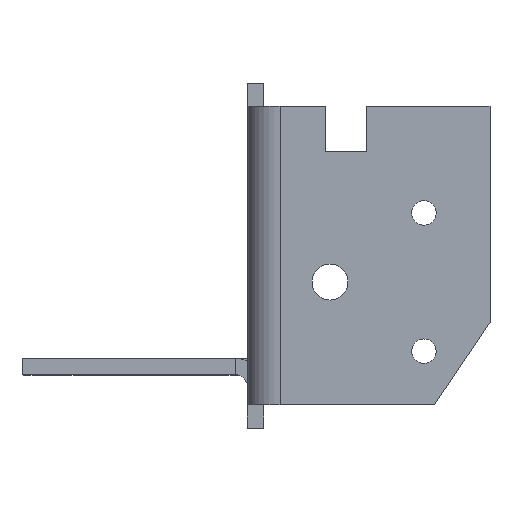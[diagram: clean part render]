
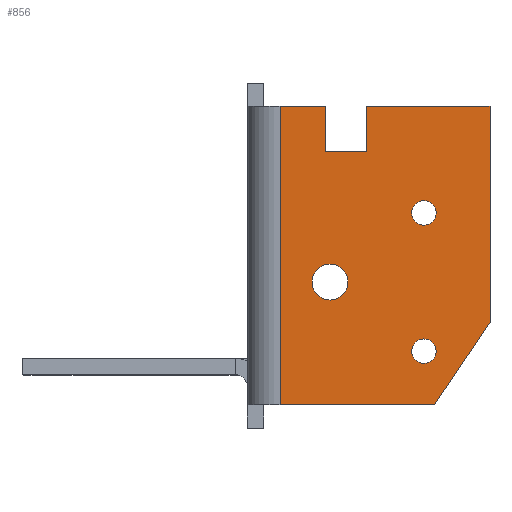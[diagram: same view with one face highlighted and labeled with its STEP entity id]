
A CAD part, top view. The second image highlights one B-rep face of the part: STEP entity #856.
In plain terms, the highlighted planar face has unit normal (0, 0, 1).
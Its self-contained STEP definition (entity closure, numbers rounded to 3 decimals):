
#31=FACE_BOUND('',#151,.T.);
#32=FACE_BOUND('',#152,.T.);
#33=FACE_BOUND('',#153,.T.);
#86=FACE_OUTER_BOUND('',#150,.T.);
#150=EDGE_LOOP('',(#691,#692,#693,#694,#695,#696,#697,#698,#699));
#151=EDGE_LOOP('',(#700));
#152=EDGE_LOOP('',(#701));
#153=EDGE_LOOP('',(#702));
#217=LINE('',#1304,#302);
#221=LINE('',#1312,#306);
#224=LINE('',#1318,#309);
#227=LINE('',#1324,#312);
#230=LINE('',#1330,#315);
#233=LINE('',#1336,#318);
#237=LINE('',#1359,#322);
#241=LINE('',#1367,#326);
#242=LINE('',#1368,#327);
#302=VECTOR('',#1060,26.46);
#306=VECTOR('',#1066,15.12);
#309=VECTOR('',#1071,5.534);
#312=VECTOR('',#1076,5.055);
#315=VECTOR('',#1081,5.534);
#318=VECTOR('',#1086,12.181);
#322=VECTOR('',#1110,5.543);
#326=VECTOR('',#1118,36.567);
#327=VECTOR('',#1119,18.918);
#363=CIRCLE('',#916,1.5);
#365=CIRCLE('',#919,1.5);
#367=CIRCLE('',#922,2.2);
#415=VERTEX_POINT('',#1302);
#416=VERTEX_POINT('',#1303);
#419=VERTEX_POINT('',#1311);
#421=VERTEX_POINT('',#1317);
#423=VERTEX_POINT('',#1323);
#425=VERTEX_POINT('',#1329);
#427=VERTEX_POINT('',#1335);
#429=VERTEX_POINT('',#1341);
#431=VERTEX_POINT('',#1346);
#433=VERTEX_POINT('',#1351);
#436=VERTEX_POINT('',#1357);
#438=VERTEX_POINT('',#1366);
#505=EDGE_CURVE('',#415,#416,#217,.T.);
#509=EDGE_CURVE('',#419,#415,#221,.T.);
#512=EDGE_CURVE('',#421,#419,#224,.T.);
#515=EDGE_CURVE('',#423,#421,#227,.T.);
#518=EDGE_CURVE('',#425,#423,#230,.T.);
#521=EDGE_CURVE('',#416,#427,#233,.T.);
#524=EDGE_CURVE('',#429,#429,#363,.T.);
#526=EDGE_CURVE('',#431,#431,#365,.T.);
#528=EDGE_CURVE('',#433,#433,#367,.T.);
#531=EDGE_CURVE('',#436,#425,#237,.T.);
#535=EDGE_CURVE('',#436,#438,#241,.T.);
#536=EDGE_CURVE('',#427,#438,#242,.T.);
#691=ORIENTED_EDGE('',*,*,#535,.T.);
#692=ORIENTED_EDGE('',*,*,#536,.F.);
#693=ORIENTED_EDGE('',*,*,#521,.F.);
#694=ORIENTED_EDGE('',*,*,#505,.F.);
#695=ORIENTED_EDGE('',*,*,#509,.F.);
#696=ORIENTED_EDGE('',*,*,#512,.F.);
#697=ORIENTED_EDGE('',*,*,#515,.F.);
#698=ORIENTED_EDGE('',*,*,#518,.F.);
#699=ORIENTED_EDGE('',*,*,#531,.F.);
#700=ORIENTED_EDGE('',*,*,#528,.T.);
#701=ORIENTED_EDGE('',*,*,#526,.T.);
#702=ORIENTED_EDGE('',*,*,#524,.T.);
#812=PLANE('',#926);
#856=ADVANCED_FACE('',(#86,#31,#32,#33),#812,.T.);
#916=AXIS2_PLACEMENT_3D('',#1342,#1091,#1092);
#919=AXIS2_PLACEMENT_3D('',#1347,#1097,#1098);
#922=AXIS2_PLACEMENT_3D('',#1352,#1103,#1104);
#926=AXIS2_PLACEMENT_3D('',#1365,#1116,#1117);
#1060=DIRECTION('',(0.,-1.,0.));
#1066=DIRECTION('',(1.,0.,0.));
#1071=DIRECTION('',(0.,1.,0.));
#1076=DIRECTION('',(1.,0.,0.));
#1081=DIRECTION('',(0.,-1.,0.));
#1086=DIRECTION('',(-0.558,-0.83,0.));
#1091=DIRECTION('center_axis',(0.,0.,-1.));
#1092=DIRECTION('ref_axis',(-1.,0.,0.));
#1097=DIRECTION('center_axis',(0.,0.,-1.));
#1098=DIRECTION('ref_axis',(-1.,0.,0.));
#1103=DIRECTION('center_axis',(0.,0.,-1.));
#1104=DIRECTION('ref_axis',(-1.,0.,0.));
#1110=DIRECTION('',(1.,0.,0.));
#1116=DIRECTION('center_axis',(0.,0.,1.));
#1117=DIRECTION('ref_axis',(1.,0.,0.));
#1118=DIRECTION('',(0.,-1.,0.));
#1119=DIRECTION('',(-1.,0.,0.));
#1302=CARTESIAN_POINT('',(0.,26.46,2.));
#1303=CARTESIAN_POINT('',(0.,0.,2.));
#1304=CARTESIAN_POINT('',(0.,0.,2.));
#1311=CARTESIAN_POINT('',(-15.12,26.46,2.));
#1312=CARTESIAN_POINT('',(0.,26.46,2.));
#1317=CARTESIAN_POINT('',(-15.12,20.926,2.));
#1318=CARTESIAN_POINT('',(-15.12,26.46,2.));
#1323=CARTESIAN_POINT('',(-20.175,20.926,2.));
#1324=CARTESIAN_POINT('',(-15.12,20.926,2.));
#1329=CARTESIAN_POINT('',(-20.175,26.46,2.));
#1330=CARTESIAN_POINT('',(-20.175,20.926,2.));
#1335=CARTESIAN_POINT('',(-6.799,-10.107,2.));
#1336=CARTESIAN_POINT('',(-6.799,-10.107,2.));
#1341=CARTESIAN_POINT('',(-6.599,13.4,2.));
#1342=CARTESIAN_POINT('Origin',(-8.099,13.4,2.));
#1346=CARTESIAN_POINT('',(-6.599,-3.541,2.));
#1347=CARTESIAN_POINT('Origin',(-8.099,-3.541,2.));
#1351=CARTESIAN_POINT('',(-17.404,4.93,2.));
#1352=CARTESIAN_POINT('Origin',(-19.604,4.93,2.));
#1357=CARTESIAN_POINT('',(-25.717,26.46,2.));
#1359=CARTESIAN_POINT('',(-20.175,26.46,2.));
#1365=CARTESIAN_POINT('Origin',(-88.996,5.285,2.));
#1366=CARTESIAN_POINT('',(-25.717,-10.107,2.));
#1367=CARTESIAN_POINT('',(-25.717,-2.411,2.));
#1368=CARTESIAN_POINT('',(-30.241,-10.107,2.));
